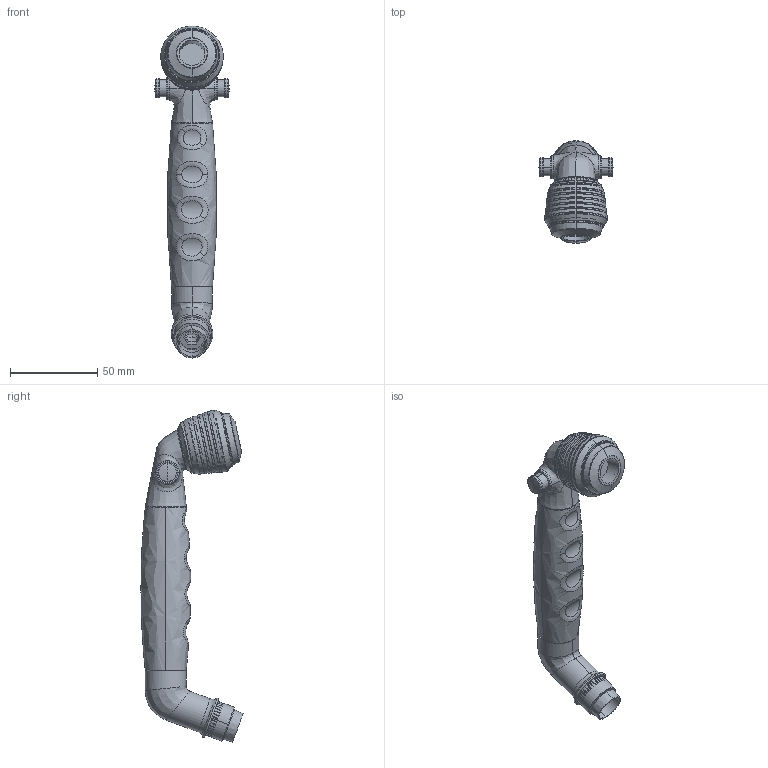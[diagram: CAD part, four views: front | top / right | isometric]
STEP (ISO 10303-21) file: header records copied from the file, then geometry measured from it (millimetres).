
FILE_DESCRIPTION((''),'2;1');
FILE_NAME('03-ALL_ASM','2019-03-18T',('Administrator'),(''),'PRO/ENGINEER BY PARAMETRIC TECHNOLOGY CORPORATION, 2010480','PRO/ENGINEER BY PARAMETRIC TECHNOLOGY CORPORATION, 2010480','');
FILE_SCHEMA(('CONFIG_CONTROL_DESIGN'));
Length unit declared in the file: millimetre
Products named in the file (21): 3-01; 3-02; 3-03; 3-04; 3-05; 3-06; 3-07; 3-08; 3-09; 3-10; 3-11; 3-12; 3-13; 3-14; 3-15; 3-16; 3-17; 3-SULIAOJIAN; 5-06; 5-12; 03-ALL_ASM
Assembly tree (20 placements, depth 2):
  03-ALL_ASM
    3-01
    3-02
    3-03
    3-04
    3-05
    3-06
    3-07
    3-08
    3-09
    3-10
    3-11
    3-12
    3-13
    3-14
    3-15
    3-16
    3-17
    3-SULIAOJIAN
    5-06
    5-12
Bounding box: 42.6 x 58.67 x 190.42 mm (x, y, z)
Volume: 100883 mm3; surface area: 55160 mm2
Topology: 22 solids, 22 shells, 809 faces, 2013 edges, 1289 vertices
Faces by surface type: cylinder 314, plane 249, torus 112, cone 110, bspline 20, sphere 4
Entity records: 29163 total; most frequent: CARTESIAN_POINT 9951, ORIENTED_EDGE 4014, DIRECTION 3875, EDGE_CURVE 2007, AXIS2_PLACEMENT_3D 1630, VERTEX_POINT 1289, EDGE_LOOP 894, FACE_OUTER_BOUND 809
